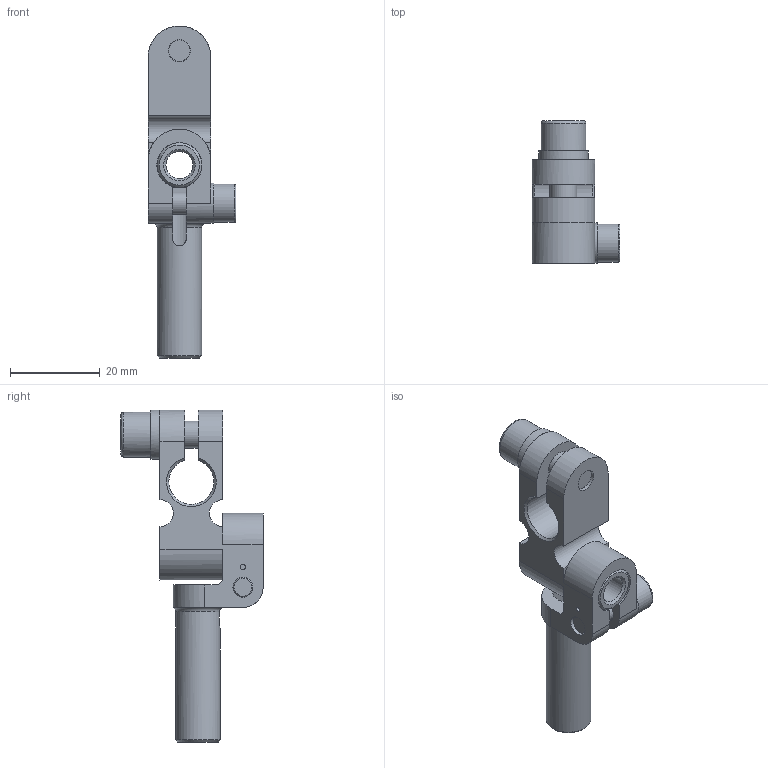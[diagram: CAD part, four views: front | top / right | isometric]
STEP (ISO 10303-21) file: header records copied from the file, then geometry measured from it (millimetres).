
FILE_DESCRIPTION(/* description */ ('GR02.240-Kd'),/* implementation_level */ '2;1');
FILE_NAME(/* name */ 'GR02.240-Kd.stp',/* time_stamp */ '2024-01-04T15:55:02+01:00',/* author */ ('BMaier'),/* organization */ (''),/* preprocessor_version */ 'ST-DEVELOPER v18',/* originating_system */ 'Autodesk Inventor 2020',/* authorisation */ '');
FILE_SCHEMA (('AUTOMOTIVE_DESIGN { 1 0 10303 214 3 1 1 }'));
Length unit declared in the file: millimetre
Products named in the file (1): 0803821.240_Shrinkwrap_1
Bounding box: 19.6 x 31.7 x 74 mm (x, y, z)
Volume: 8990.4 mm3; surface area: 7642.1 mm2
Topology: 1 solids, 1 shells, 98 faces, 275 edges, 181 vertices
Faces by surface type: plane 49, cylinder 32, cone 12, torus 5
Full cylindrical faces by diameter (mm): 1.2 x1, 2 x1, 2.1 x2, 4.459 x1, 4.917 x1, 5 x1, 5.2 x1, 5.3 x1, 6 x2, 6.4 x1, 6.5 x1, 7 x1, 8.5 x1, 9 x1, 9.95 x3, 10 x1, 11 x1
Entity records: 3562 total; most frequent: CARTESIAN_POINT 758, DIRECTION 568, ORIENTED_EDGE 548, EDGE_CURVE 274, AXIS2_PLACEMENT_3D 218, VERTEX_POINT 181, LINE 132, VECTOR 132
